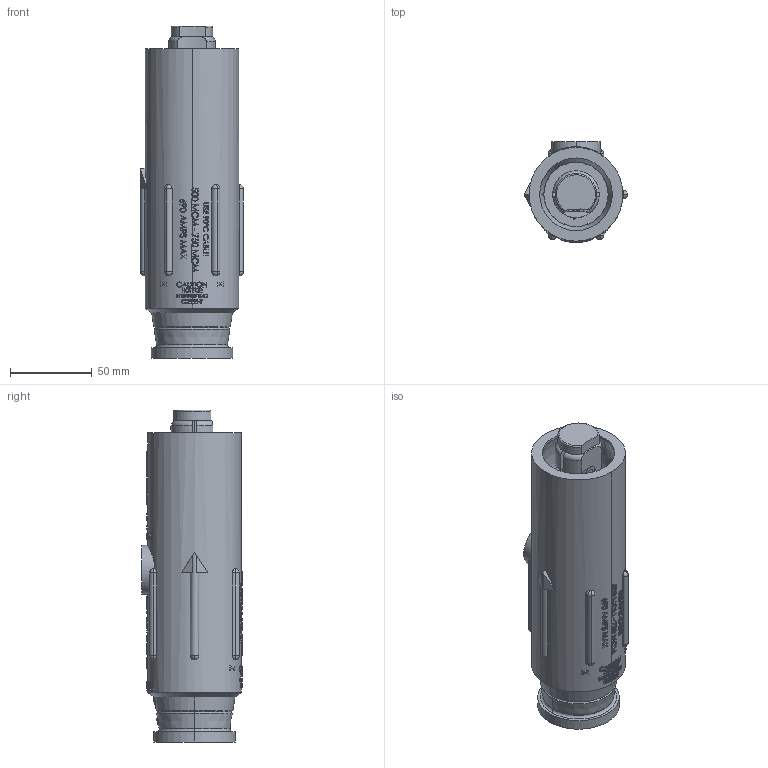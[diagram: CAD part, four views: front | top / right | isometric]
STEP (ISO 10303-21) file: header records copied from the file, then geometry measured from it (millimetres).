
FILE_DESCRIPTION (( 'STEP AP203' ), '1' );
FILE_NAME ('ORC7153-M01.STEP', '2025-12-08T18:32:23', ( '' ), ( '' ), 'SwSTEP 2.0', 'SolidWorks 2024', '' );
FILE_SCHEMA (( 'CONFIG_CONTROL_DESIGN' ));
Products named in the file (1): ORC7153-M01
Bounding box: 62.99 x 61.59 x 203.35 mm (x, y, z)
Volume: 384410.6 mm3; surface area: 66138.2 mm2
Topology: 7 solids, 7 shells, 1678 faces, 4481 edges, 2950 vertices
Faces by surface type: plane 823, bspline 521, cylinder 261, cone 34, sphere 24, torus 15
Entity records: 80363 total; most frequent: CARTESIAN_POINT 43174, ORIENTED_EDGE 8930, DIRECTION 5822, EDGE_CURVE 4465, VERTEX_POINT 2946, LINE 2112, VECTOR 2112, AXIS2_PLACEMENT_3D 1855
